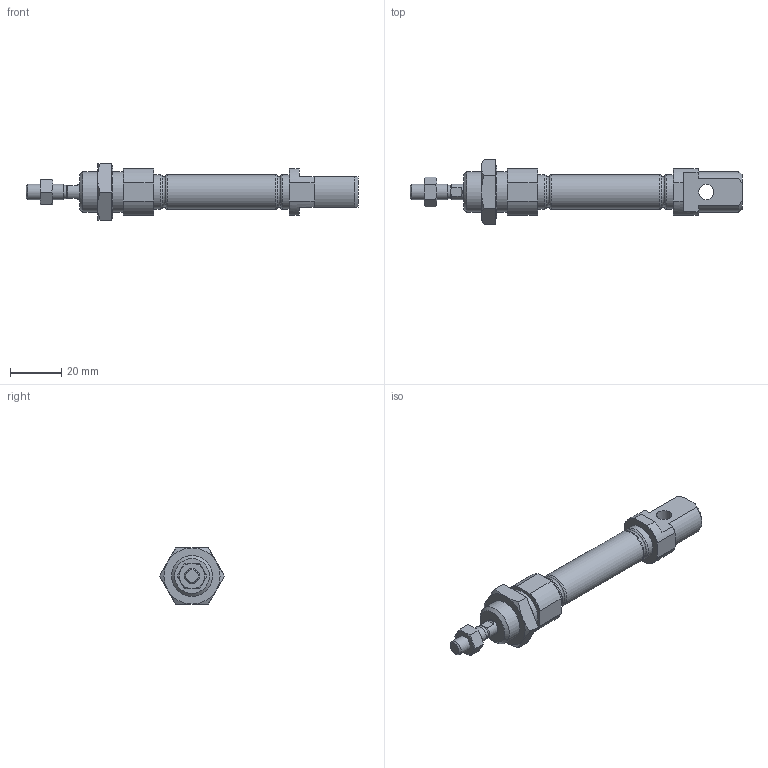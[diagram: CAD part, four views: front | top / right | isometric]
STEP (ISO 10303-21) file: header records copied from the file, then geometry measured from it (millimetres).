
FILE_DESCRIPTION( ( 'STEP AP203' ), '1' );
FILE_NAME( 'IA12X25-0-CA()(0).stp', '2021-10-12T01:58:13', ( 'License CC BY-ND 4.0' ), ( 'CADENAS' ), ' ', 'PARTsolutions', ' ' );
FILE_SCHEMA( ( 'CONFIG_CONTROL_DESIGN' ) );
Length unit declared in the file: millimetre
Products named in the file (3): IA12X25-0-CA()(0); _12X25-CA()_ia_body; _12X25-0_rod
Assembly tree (2 placements, depth 2):
  IA12X25-0-CA()(0)
    _12X25-CA()_ia_body
    _12X25-0_rod
Bounding box: 130 x 25.4 x 22 mm (x, y, z)
Volume: 19383 mm3; surface area: 11974.6 mm2
Topology: 2 solids, 2 shells, 126 faces, 296 edges, 186 vertices
Faces by surface type: plane 48, cone 44, cylinder 28, torus 6
Full cylindrical faces by diameter (mm): 2 x1, 4.134 x2, 5.2 x1, 6 x6, 12 x2, 13.5 x3, 16 x2, 21 x1
Entity records: 3772 total; most frequent: CARTESIAN_POINT 982, DIRECTION 548, ORIENTED_EDGE 520, EDGE_CURVE 260, AXIS2_PLACEMENT_3D 237, VERTEX_POINT 181, EDGE_LOOP 174, FACE_OUTER_BOUND 150
